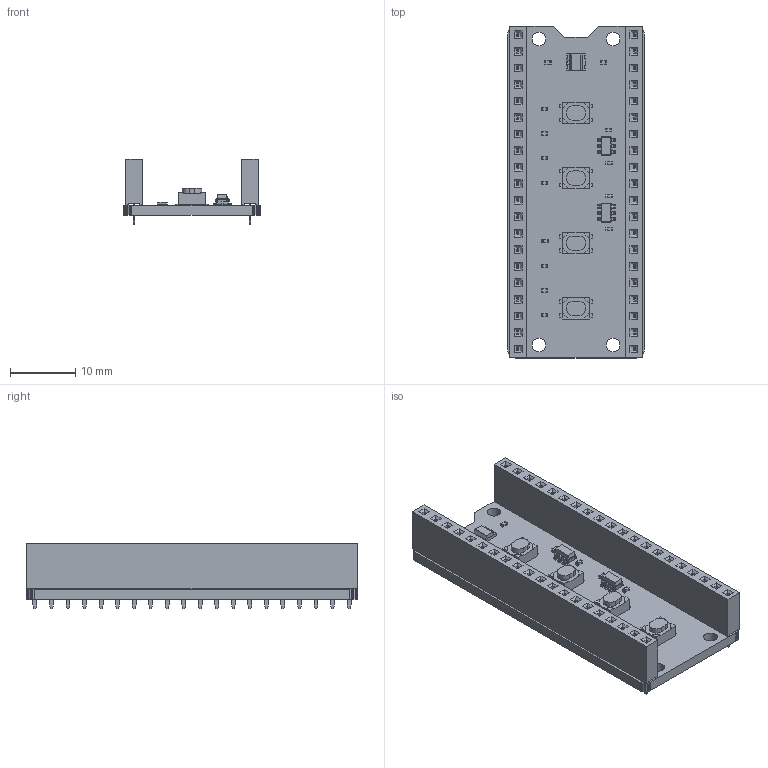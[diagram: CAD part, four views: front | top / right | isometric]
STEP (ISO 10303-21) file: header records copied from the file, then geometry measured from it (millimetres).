
FILE_DESCRIPTION(('KiCad electronic assembly'),'2;1');
FILE_NAME('Pico_mod.step','2023-06-28T11:13:41',('Pcbnew'),('Kicad'), 'Open CASCADE STEP processor 7.6','KiCad to STEP converter','Unknown' );
FILE_SCHEMA(('AUTOMOTIVE_DESIGN { 1 0 10303 214 1 1 1 1 }'));
Length unit declared in the file: millimetre
Products named in the file (14): Pico_mod 1; R_0402_1005Metric; SOLID; C_0402_1005Metric; PinSocket_1x20_P2.54mm_Vertical; SOT-23-6; KLS7-TS3401; Kingbright_kpb-3025; COMPOUND; Pico_mod PCB
Assembly tree (30 placements, depth 3):
  Pico_mod 1
    R_0402_1005Metric  x10
      SOLID
    C_0402_1005Metric  x4
      SOLID
    PinSocket_1x20_P2.54mm_Vertical  x2
      SOLID
    SOT-23-6  x2
      SOLID
    KLS7-TS3401  x4
      SOLID
    Kingbright_kpb-3025
      COMPOUND
    Pico_mod PCB
Bounding box: 21 x 51 x 10.1 mm (x, y, z)
Volume: 3459 mm3; surface area: 5758.6 mm2
Topology: 26 solids, 26 shells, 2170 faces, 5662 edges, 3676 vertices
Faces by surface type: plane 1876, cylinder 234, bspline 60
Full cylindrical faces by diameter (mm): 1 x40, 2.1 x4
Entity records: 68759 total; most frequent: CARTESIAN_POINT 11266, DIRECTION 9497, LINE 7122, VECTOR 7122, ORIENTED_EDGE 5064, PCURVE 5064, DEFINITIONAL_REPRESENTATION 5064, EDGE_CURVE 2532
